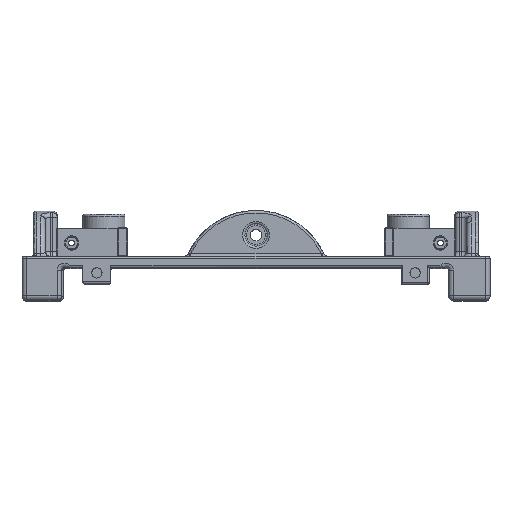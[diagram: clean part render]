
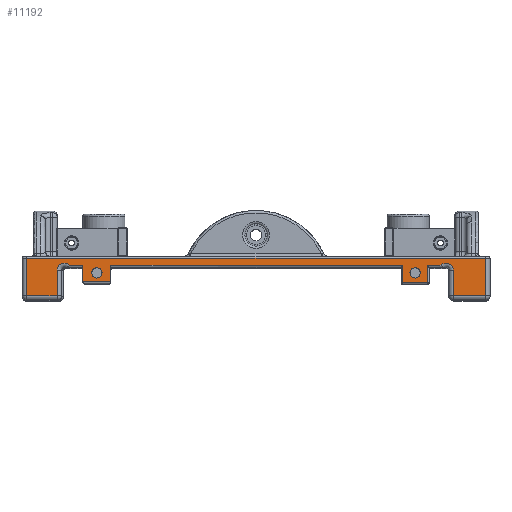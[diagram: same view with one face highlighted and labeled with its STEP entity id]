
A CAD part, top view. The second image highlights one B-rep face of the part: STEP entity #11192.
In plain terms, the highlighted planar face has unit normal (0, 0, 1).
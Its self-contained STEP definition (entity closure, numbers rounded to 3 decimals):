
#659=LINE('',#18960,#1328);
#661=LINE('',#18964,#1330);
#662=LINE('',#18966,#1331);
#663=LINE('',#18968,#1332);
#664=LINE('',#18970,#1333);
#665=LINE('',#18972,#1334);
#666=LINE('',#18974,#1335);
#667=LINE('',#18978,#1336);
#668=LINE('',#18980,#1337);
#669=LINE('',#18982,#1338);
#670=LINE('',#18984,#1339);
#671=LINE('',#18986,#1340);
#672=LINE('',#18988,#1341);
#673=LINE('',#18990,#1342);
#674=LINE('',#18994,#1343);
#675=LINE('',#18995,#1344);
#1328=VECTOR('',#14331,10.);
#1330=VECTOR('',#14335,10.);
#1331=VECTOR('',#14336,10.);
#1332=VECTOR('',#14337,10.);
#1333=VECTOR('',#14338,10.);
#1334=VECTOR('',#14339,10.);
#1335=VECTOR('',#14340,10.);
#1336=VECTOR('',#14343,10.);
#1337=VECTOR('',#14344,10.);
#1338=VECTOR('',#14345,10.);
#1339=VECTOR('',#14346,10.);
#1340=VECTOR('',#14347,10.);
#1341=VECTOR('',#14348,10.);
#1342=VECTOR('',#14349,10.);
#1343=VECTOR('',#14352,10.);
#1344=VECTOR('',#14353,10.);
#2184=FACE_BOUND('',#3129,.T.);
#2185=FACE_BOUND('',#3130,.T.);
#2326=FACE_OUTER_BOUND('',#3128,.T.);
#3128=EDGE_LOOP('',(#8086,#8087,#8088,#8089,#8090,#8091,#8092,#8093,#8094,
#8095,#8096,#8097,#8098,#8099,#8100,#8101,#8102,#8103));
#3129=EDGE_LOOP('',(#8104));
#3130=EDGE_LOOP('',(#8105));
#3986=CIRCLE('',#12167,1.5);
#3987=CIRCLE('',#12168,1.5);
#3988=CIRCLE('',#12169,1.1);
#3989=CIRCLE('',#12170,1.1);
#5062=VERTEX_POINT('',#18944);
#5066=VERTEX_POINT('',#18956);
#5067=VERTEX_POINT('',#18963);
#5068=VERTEX_POINT('',#18965);
#5069=VERTEX_POINT('',#18967);
#5070=VERTEX_POINT('',#18969);
#5071=VERTEX_POINT('',#18971);
#5072=VERTEX_POINT('',#18973);
#5073=VERTEX_POINT('',#18975);
#5074=VERTEX_POINT('',#18977);
#5075=VERTEX_POINT('',#18979);
#5076=VERTEX_POINT('',#18981);
#5077=VERTEX_POINT('',#18983);
#5078=VERTEX_POINT('',#18985);
#5079=VERTEX_POINT('',#18987);
#5080=VERTEX_POINT('',#18989);
#5081=VERTEX_POINT('',#18991);
#5082=VERTEX_POINT('',#18993);
#5083=VERTEX_POINT('',#18996);
#5084=VERTEX_POINT('',#18998);
#6150=EDGE_CURVE('',#5062,#5066,#659,.T.);
#6152=EDGE_CURVE('',#5067,#5062,#661,.T.);
#6153=EDGE_CURVE('',#5068,#5067,#662,.T.);
#6154=EDGE_CURVE('',#5069,#5068,#663,.T.);
#6155=EDGE_CURVE('',#5070,#5069,#664,.T.);
#6156=EDGE_CURVE('',#5071,#5070,#665,.T.);
#6157=EDGE_CURVE('',#5072,#5071,#666,.T.);
#6158=EDGE_CURVE('',#5073,#5072,#3986,.T.);
#6159=EDGE_CURVE('',#5074,#5073,#667,.T.);
#6160=EDGE_CURVE('',#5075,#5074,#668,.T.);
#6161=EDGE_CURVE('',#5076,#5075,#669,.T.);
#6162=EDGE_CURVE('',#5077,#5076,#670,.T.);
#6163=EDGE_CURVE('',#5078,#5077,#671,.T.);
#6164=EDGE_CURVE('',#5079,#5078,#672,.T.);
#6165=EDGE_CURVE('',#5080,#5079,#673,.T.);
#6166=EDGE_CURVE('',#5081,#5080,#3987,.T.);
#6167=EDGE_CURVE('',#5082,#5081,#674,.T.);
#6168=EDGE_CURVE('',#5066,#5082,#675,.T.);
#6169=EDGE_CURVE('',#5083,#5083,#3988,.T.);
#6170=EDGE_CURVE('',#5084,#5084,#3989,.T.);
#8086=ORIENTED_EDGE('',*,*,#6150,.F.);
#8087=ORIENTED_EDGE('',*,*,#6152,.F.);
#8088=ORIENTED_EDGE('',*,*,#6153,.F.);
#8089=ORIENTED_EDGE('',*,*,#6154,.F.);
#8090=ORIENTED_EDGE('',*,*,#6155,.F.);
#8091=ORIENTED_EDGE('',*,*,#6156,.F.);
#8092=ORIENTED_EDGE('',*,*,#6157,.F.);
#8093=ORIENTED_EDGE('',*,*,#6158,.F.);
#8094=ORIENTED_EDGE('',*,*,#6159,.F.);
#8095=ORIENTED_EDGE('',*,*,#6160,.F.);
#8096=ORIENTED_EDGE('',*,*,#6161,.F.);
#8097=ORIENTED_EDGE('',*,*,#6162,.F.);
#8098=ORIENTED_EDGE('',*,*,#6163,.F.);
#8099=ORIENTED_EDGE('',*,*,#6164,.F.);
#8100=ORIENTED_EDGE('',*,*,#6165,.F.);
#8101=ORIENTED_EDGE('',*,*,#6166,.F.);
#8102=ORIENTED_EDGE('',*,*,#6167,.F.);
#8103=ORIENTED_EDGE('',*,*,#6168,.F.);
#8104=ORIENTED_EDGE('',*,*,#6169,.T.);
#8105=ORIENTED_EDGE('',*,*,#6170,.T.);
#10972=PLANE('',#12166);
#11192=ADVANCED_FACE('',(#2326,#2184,#2185),#10972,.T.);
#12166=AXIS2_PLACEMENT_3D('',#18962,#14333,#14334);
#12167=AXIS2_PLACEMENT_3D('',#18976,#14341,#14342);
#12168=AXIS2_PLACEMENT_3D('',#18992,#14350,#14351);
#12169=AXIS2_PLACEMENT_3D('',#18997,#14354,#14355);
#12170=AXIS2_PLACEMENT_3D('',#18999,#14356,#14357);
#14331=DIRECTION('',(-1.,0.,0.));
#14333=DIRECTION('center_axis',(0.,0.,1.));
#14334=DIRECTION('ref_axis',(1.,0.,0.));
#14335=DIRECTION('',(0.,-1.,0.));
#14336=DIRECTION('',(-1.,0.,0.));
#14337=DIRECTION('',(0.,1.,0.));
#14338=DIRECTION('',(-1.,0.,0.));
#14339=DIRECTION('',(0.,-1.,0.));
#14340=DIRECTION('',(-1.,0.,0.));
#14341=DIRECTION('center_axis',(0.,0.,1.));
#14342=DIRECTION('ref_axis',(1.,0.,0.));
#14343=DIRECTION('',(0.,1.,0.));
#14344=DIRECTION('',(-1.,0.,0.));
#14345=DIRECTION('',(0.,-1.,0.));
#14346=DIRECTION('',(1.,0.,0.));
#14347=DIRECTION('',(0.,1.,0.));
#14348=DIRECTION('',(-1.,0.,0.));
#14349=DIRECTION('',(0.,-1.,0.));
#14350=DIRECTION('center_axis',(0.,0.,1.));
#14351=DIRECTION('ref_axis',(-1.,0.,0.));
#14352=DIRECTION('',(-1.,0.,0.));
#14353=DIRECTION('',(0.,1.,0.));
#14354=DIRECTION('center_axis',(0.,0.,-1.));
#14355=DIRECTION('ref_axis',(1.,0.,0.));
#14356=DIRECTION('center_axis',(0.,0.,-1.));
#14357=DIRECTION('ref_axis',(1.,0.,0.));
#18944=CARTESIAN_POINT('',(-31.,4.,50.));
#18956=CARTESIAN_POINT('',(-37.,4.,50.));
#18960=CARTESIAN_POINT('',(3.575,4.,50.));
#18962=CARTESIAN_POINT('Origin',(41.15,0.5,50.));
#18963=CARTESIAN_POINT('',(-31.,7.5,50.));
#18964=CARTESIAN_POINT('',(-31.,7.,50.));
#18965=CARTESIAN_POINT('',(31.3,7.5,50.));
#18966=CARTESIAN_POINT('',(20.575,7.5,50.));
#18967=CARTESIAN_POINT('',(31.3,3.8,50.));
#18968=CARTESIAN_POINT('',(31.3,3.75,50.));
#18969=CARTESIAN_POINT('',(36.7,3.8,50.));
#18970=CARTESIAN_POINT('',(20.575,3.8,50.));
#18971=CARTESIAN_POINT('',(36.7,7.5,50.));
#18972=CARTESIAN_POINT('',(36.7,3.75,50.));
#18973=CARTESIAN_POINT('',(39.532,7.5,50.));
#18974=CARTESIAN_POINT('',(20.575,7.5,50.));
#18975=CARTESIAN_POINT('',(42.15,6.5,50.));
#18976=CARTESIAN_POINT('Origin',(40.65,6.5,50.));
#18977=CARTESIAN_POINT('',(42.15,1.,50.));
#18978=CARTESIAN_POINT('',(42.15,0.5,50.));
#18979=CARTESIAN_POINT('',(49.,1.,50.));
#18980=CARTESIAN_POINT('',(43.363,1.,50.));
#18981=CARTESIAN_POINT('',(49.,9.,50.));
#18982=CARTESIAN_POINT('',(49.,0.5,50.));
#18983=CARTESIAN_POINT('',(-49.,9.,50.));
#18984=CARTESIAN_POINT('',(43.363,9.,50.));
#18985=CARTESIAN_POINT('',(-49.,1.,50.));
#18986=CARTESIAN_POINT('',(-49.,5.,50.));
#18987=CARTESIAN_POINT('',(-42.5,1.,50.));
#18988=CARTESIAN_POINT('',(-2.3,1.,50.));
#18989=CARTESIAN_POINT('',(-42.5,6.5,50.));
#18990=CARTESIAN_POINT('',(-42.5,0.5,50.));
#18991=CARTESIAN_POINT('',(-39.882,7.5,50.));
#18992=CARTESIAN_POINT('Origin',(-41.,6.5,50.));
#18993=CARTESIAN_POINT('',(-37.,7.5,50.));
#18994=CARTESIAN_POINT('',(20.575,7.5,50.));
#18995=CARTESIAN_POINT('',(-37.,7.,50.));
#18996=CARTESIAN_POINT('',(-35.1,5.9,50.));
#18997=CARTESIAN_POINT('Origin',(-34.,5.9,50.));
#18998=CARTESIAN_POINT('',(32.9,5.9,50.));
#18999=CARTESIAN_POINT('Origin',(34.,5.9,50.));
